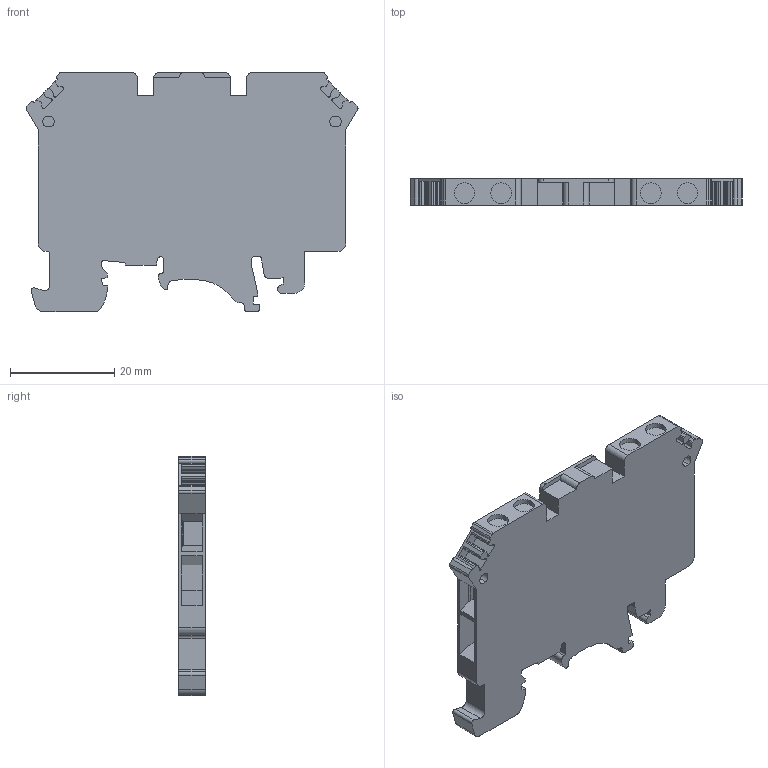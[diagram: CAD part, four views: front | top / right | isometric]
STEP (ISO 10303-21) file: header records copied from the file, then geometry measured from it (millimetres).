
FILE_DESCRIPTION( ( 'STEP AP203' ), '1' );
FILE_NAME( 'CDU2.5-4N.stp', '2023-01-09T05:22:14', ( ' ' ), ( ' ' ), 'XStep 1.0', ' ', ' ' );
FILE_SCHEMA( ( 'CONFIG_CONTROL_DESIGN) ( )' ) );
Length unit declared in the file: metre
Products named in the file (1): 1
Bounding box: 63.6 x 5.1 x 45.8 mm (x, y, z)
Volume: 10978.4 mm3; surface area: 6703 mm2
Topology: 1 solids, 1 shells, 200 faces, 564 edges, 374 vertices
Faces by surface type: plane 131, cylinder 69
Entity records: 6504 total; most frequent: CARTESIAN_POINT 1145, ORIENTED_EDGE 1128, DIRECTION 1102, EDGE_CURVE 564, LINE 424, VECTOR 424, VERTEX_POINT 374, AXIS2_PLACEMENT_3D 339
